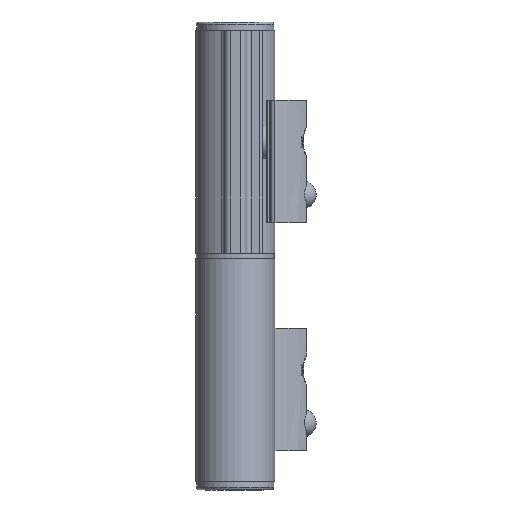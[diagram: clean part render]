
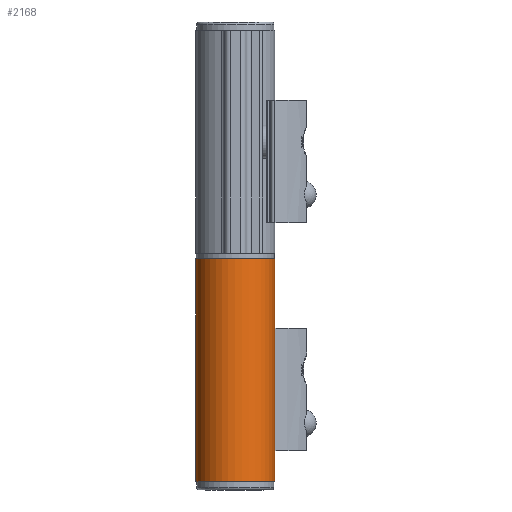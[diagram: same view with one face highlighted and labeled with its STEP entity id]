
A CAD part, left-side view. The second image highlights one B-rep face of the part: STEP entity #2168.
In plain terms, the highlighted cylindrical face has radius 7.1 mm (diameter 14.2 mm), a partial arc.
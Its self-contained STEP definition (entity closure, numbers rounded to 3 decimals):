
#225=FACE_OUTER_BOUND('',#346,.T.);
#346=EDGE_LOOP('',(#1500,#1501,#1502,#1503));
#478=LINE('',#3506,#658);
#479=LINE('',#3509,#659);
#658=VECTOR('',#2779,40.);
#659=VECTOR('',#2782,40.);
#838=CIRCLE('',#2500,7.1);
#839=CIRCLE('',#2501,7.1);
#962=VERTEX_POINT('',#3502);
#963=VERTEX_POINT('',#3503);
#964=VERTEX_POINT('',#3505);
#965=VERTEX_POINT('',#3507);
#1182=EDGE_CURVE('',#962,#963,#838,.T.);
#1183=EDGE_CURVE('',#963,#964,#478,.T.);
#1184=EDGE_CURVE('',#965,#964,#839,.T.);
#1185=EDGE_CURVE('',#965,#962,#479,.T.);
#1500=ORIENTED_EDGE('',*,*,#1182,.T.);
#1501=ORIENTED_EDGE('',*,*,#1183,.T.);
#1502=ORIENTED_EDGE('',*,*,#1184,.F.);
#1503=ORIENTED_EDGE('',*,*,#1185,.T.);
#2136=CYLINDRICAL_SURFACE('',#2499,7.1);
#2168=ADVANCED_FACE('',(#225),#2136,.T.);
#2499=AXIS2_PLACEMENT_3D('',#3501,#2775,#2776);
#2500=AXIS2_PLACEMENT_3D('',#3504,#2777,#2778);
#2501=AXIS2_PLACEMENT_3D('',#3508,#2780,#2781);
#2775=DIRECTION('center_axis',(0.,0.,1.));
#2776=DIRECTION('ref_axis',(1.,0.,0.));
#2777=DIRECTION('center_axis',(0.,0.,1.));
#2778=DIRECTION('ref_axis',(1.,0.,0.));
#2779=DIRECTION('',(0.,0.,1.));
#2780=DIRECTION('center_axis',(0.,0.,1.));
#2781=DIRECTION('ref_axis',(1.,0.,0.));
#2782=DIRECTION('',(0.,0.,-1.));
#3501=CARTESIAN_POINT('Origin',(0.,0.,20.));
#3502=CARTESIAN_POINT('',(-6.629,-2.542,-20.));
#3503=CARTESIAN_POINT('',(-6.629,2.542,-20.));
#3504=CARTESIAN_POINT('Origin',(0.,0.,-20.));
#3505=CARTESIAN_POINT('',(-6.629,2.542,20.));
#3506=CARTESIAN_POINT('',(-6.629,2.542,20.));
#3507=CARTESIAN_POINT('',(-6.629,-2.542,20.));
#3508=CARTESIAN_POINT('Origin',(0.,0.,20.));
#3509=CARTESIAN_POINT('',(-6.629,-2.542,20.));
